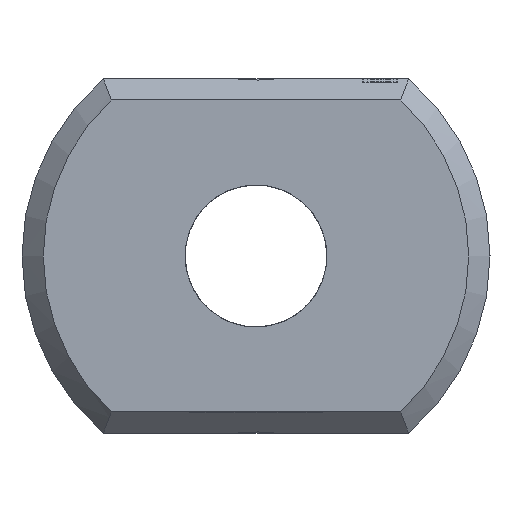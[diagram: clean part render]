
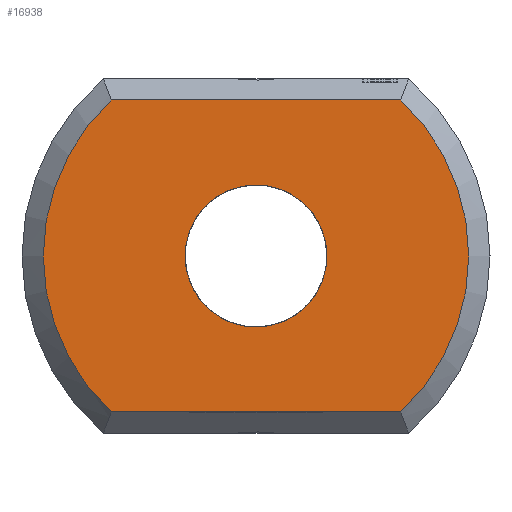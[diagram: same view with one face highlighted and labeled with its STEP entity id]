
A CAD part, left-side view. The second image highlights one B-rep face of the part: STEP entity #16938.
In plain terms, the highlighted planar face has unit normal (-1, 0, 0).
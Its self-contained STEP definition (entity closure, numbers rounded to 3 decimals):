
#4168 = VERTEX_POINT('',#4169);
#4169 = CARTESIAN_POINT('',(0.,-2.04,2.2));
#4178 = VERTEX_POINT('',#4179);
#4179 = CARTESIAN_POINT('',(0.,-2.04,-2.2));
#4186 = EDGE_CURVE('',#4168,#4178,#4187,.T.);
#4187 = CIRCLE('',#4188,3.);
#4188 = AXIS2_PLACEMENT_3D('',#4189,#4190,#4191);
#4189 = CARTESIAN_POINT('',(0.,0.,0.));
#4190 = DIRECTION('',(1.,0.,0.));
#4191 = DIRECTION('',(0.,-0.653,0.758)
  );
#5398 = VERTEX_POINT('',#5399);
#5399 = CARTESIAN_POINT('',(0.,2.04,2.2));
#5406 = EDGE_CURVE('',#4168,#5398,#5407,.T.);
#5407 = LINE('',#5408,#5409);
#5408 = CARTESIAN_POINT('',(0.,-2.154,2.2));
#5409 = VECTOR('',#5410,1.);
#5410 = DIRECTION('',(0.,1.,0.));
#16938 = ADVANCED_FACE('',(#16939,#16958),#16969,.F.);
#16939 = FACE_BOUND('',#16940,.F.);
#16940 = EDGE_LOOP('',(#16941,#16950,#16951,#16952));
#16941 = ORIENTED_EDGE('',*,*,#16942,.T.);
#16942 = EDGE_CURVE('',#16943,#5398,#16945,.T.);
#16943 = VERTEX_POINT('',#16944);
#16944 = CARTESIAN_POINT('',(0.,2.04,-2.2));
#16945 = CIRCLE('',#16946,3.);
#16946 = AXIS2_PLACEMENT_3D('',#16947,#16948,#16949);
#16947 = CARTESIAN_POINT('',(0.,0.,0.));
#16948 = DIRECTION('',(1.,0.,0.));
#16949 = DIRECTION('',(0.,0.653,-0.758)
  );
#16950 = ORIENTED_EDGE('',*,*,#5406,.F.);
#16951 = ORIENTED_EDGE('',*,*,#4186,.T.);
#16952 = ORIENTED_EDGE('',*,*,#16953,.T.);
#16953 = EDGE_CURVE('',#4178,#16943,#16954,.T.);
#16954 = LINE('',#16955,#16956);
#16955 = CARTESIAN_POINT('',(0.,-2.154,-2.2));
#16956 = VECTOR('',#16957,1.);
#16957 = DIRECTION('',(0.,1.,0.));
#16958 = FACE_BOUND('',#16959,.T.);
#16959 = EDGE_LOOP('',(#16960));
#16960 = ORIENTED_EDGE('',*,*,#16961,.T.);
#16961 = EDGE_CURVE('',#16962,#16962,#16964,.T.);
#16962 = VERTEX_POINT('',#16963);
#16963 = CARTESIAN_POINT('',(0.,1.,0.)
  );
#16964 = CIRCLE('',#16965,1.);
#16965 = AXIS2_PLACEMENT_3D('',#16966,#16967,#16968);
#16966 = CARTESIAN_POINT('',(0.,0.,0.));
#16967 = DIRECTION('',(1.,0.,0.));
#16968 = DIRECTION('',(0.,1.,0.));
#16969 = PLANE('',#16970);
#16970 = AXIS2_PLACEMENT_3D('',#16971,#16972,#16973);
#16971 = CARTESIAN_POINT('',(0.,0.,0.));
#16972 = DIRECTION('',(1.,0.,0.));
#16973 = DIRECTION('',(0.,0.,1.));
